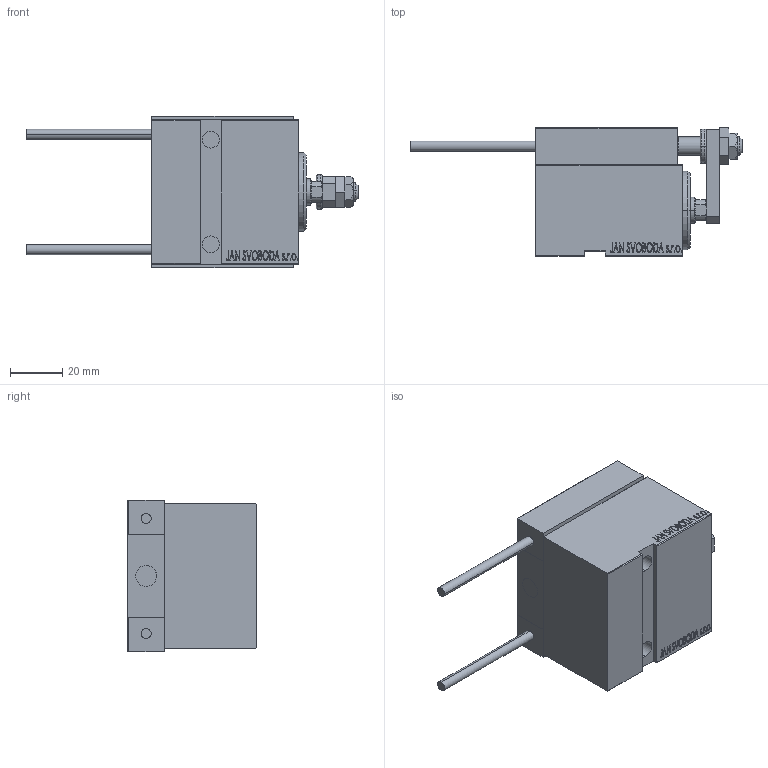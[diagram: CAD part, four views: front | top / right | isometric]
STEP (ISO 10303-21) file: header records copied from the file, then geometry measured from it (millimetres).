
FILE_DESCRIPTION (( 'STEP AP203' ), '1' );
FILE_NAME ('458d.STEP', '2021-03-19T03:54:36', ( '' ), ( '' ), 'SwSTEP 2.0', 'SolidWorks 2019', '' );
FILE_SCHEMA (( 'CONFIG_CONTROL_DESIGN' ));
Length unit declared in the file: millimetre
Products named in the file (16): SWITCH DIM B,W 0edd0c926bedc0d742a1933d1ccd6948; NUT_D10 0edd0c926bedc0d742a1933d1ccd6948; Block 0edd0c926bedc0d742a1933d1ccd6948; ALLEN BOLT D5 0edd0c926bedc0d742a1933d1ccd6948; V450CM_E 0edd0c926bedc0d742a1933d1ccd6948; ALLEN BOLT D8 0edd0c926bedc0d742a1933d1ccd6948; 458d; V450CM_E_VCP 0edd0c926bedc0d742a1933d1ccd6948; SWITCH_X_FRONT_BACK 0edd0c926bedc0d742a1933d1ccd6948; V450CM_VC_B 0edd0c926bedc0d742a1933d1ccd6948; ZARAZKA 0edd0c926bedc0d742a1933d1ccd6948; MAGNET 0edd0c926bedc0d742a1933d1ccd6948; KONCOVKA 0edd0c926bedc0d742a1933d1ccd6948; NUT_D12 0edd0c926bedc0d742a1933d1ccd6948; TYC_L79 0edd0c926bedc0d742a1933d1ccd6948; SWITCH X 0edd0c926bedc0d742a1933d1ccd6948
Assembly tree (25 placements, depth 3):
  458d
    V450CM_E 0edd0c926bedc0d742a1933d1ccd6948
    V450CM_E_VCP 0edd0c926bedc0d742a1933d1ccd6948
    V450CM_VC_B 0edd0c926bedc0d742a1933d1ccd6948
    SWITCH X 0edd0c926bedc0d742a1933d1ccd6948
      SWITCH_X_FRONT_BACK 0edd0c926bedc0d742a1933d1ccd6948  x2
      TYC_L79 0edd0c926bedc0d742a1933d1ccd6948
      Block 0edd0c926bedc0d742a1933d1ccd6948  x2
      ALLEN BOLT D5 0edd0c926bedc0d742a1933d1ccd6948  x4
      ALLEN BOLT D8 0edd0c926bedc0d742a1933d1ccd6948  x4
      MAGNET 0edd0c926bedc0d742a1933d1ccd6948  x2
      KONCOVKA 0edd0c926bedc0d742a1933d1ccd6948  x2
    SWITCH DIM B,W 0edd0c926bedc0d742a1933d1ccd6948
    ZARAZKA 0edd0c926bedc0d742a1933d1ccd6948
    NUT_D10 0edd0c926bedc0d742a1933d1ccd6948
    NUT_D12 0edd0c926bedc0d742a1933d1ccd6948
Bounding box: 126.7 x 49 x 58 mm (x, y, z)
Volume: 145220.4 mm3; surface area: 45989.7 mm2
Topology: 24 solids, 24 shells, 1273 faces, 3052 edges, 1950 vertices
Faces by surface type: plane 566, bspline 380, cylinder 166, cone 113, torus 44, sphere 4
Entity records: 49453 total; most frequent: CARTESIAN_POINT 25321, ORIENTED_EDGE 5124, DIRECTION 3385, EDGE_CURVE 2562, VERTEX_POINT 1674, LINE 1493, VECTOR 1493, EDGE_LOOP 1172
